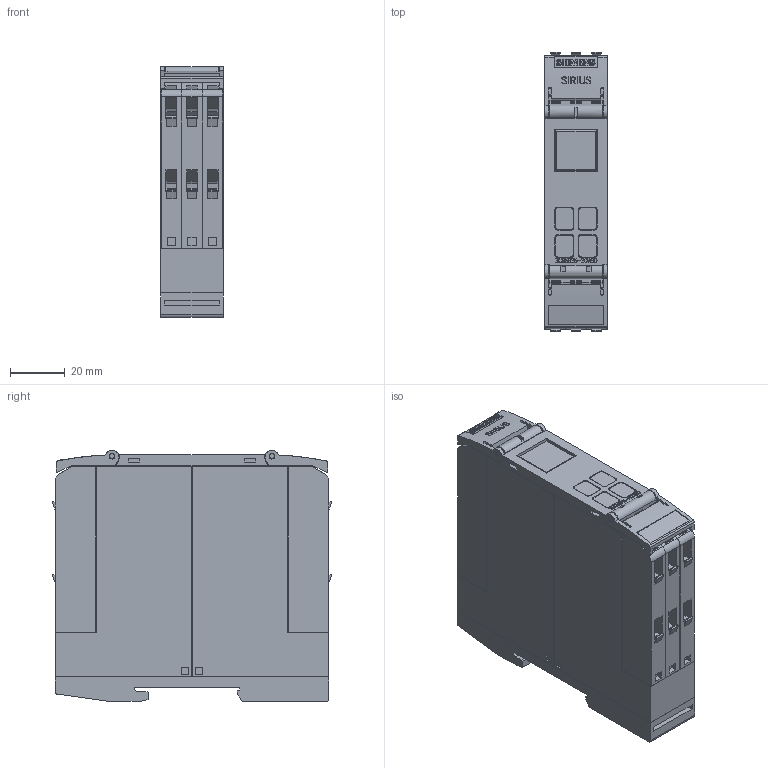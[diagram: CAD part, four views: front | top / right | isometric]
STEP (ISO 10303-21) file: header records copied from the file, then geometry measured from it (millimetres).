
FILE_DESCRIPTION(('STEP AP214'),'1');
FILE_NAME('cctmp_9D8E0606-B38C-4D47-A9BB-B4045417EF36_2024_05_27_11_11_57_0990..stp','2024-05-27T09:11:59',('SIEMENS A&D'),('CADClick - www.CADClick.com'),'Spatial InterOp 3D',' ','unknown authorization');
FILE_SCHEMA(('AUTOMOTIVE_DESIGN'));
Length unit declared in the file: millimetre
Products named in the file (1): 3UG5625-2CW30
Bounding box: 22.8 x 101.96 x 91.6 mm (x, y, z)
Volume: 188995.7 mm3; surface area: 52831.2 mm2
Topology: 1 solids, 1 shells, 1773 faces, 5044 edges, 3348 vertices
Faces by surface type: plane 1512, cylinder 245, torus 16
Entity records: 71819 total; most frequent: CARTESIAN_POINT 10834, ORIENTED_EDGE 10072, DIRECTION 9155, EDGE_CURVE 5036, LINE 4373, VECTOR 4373, VERTEX_POINT 3348, AXIS2_PLACEMENT_3D 2391
